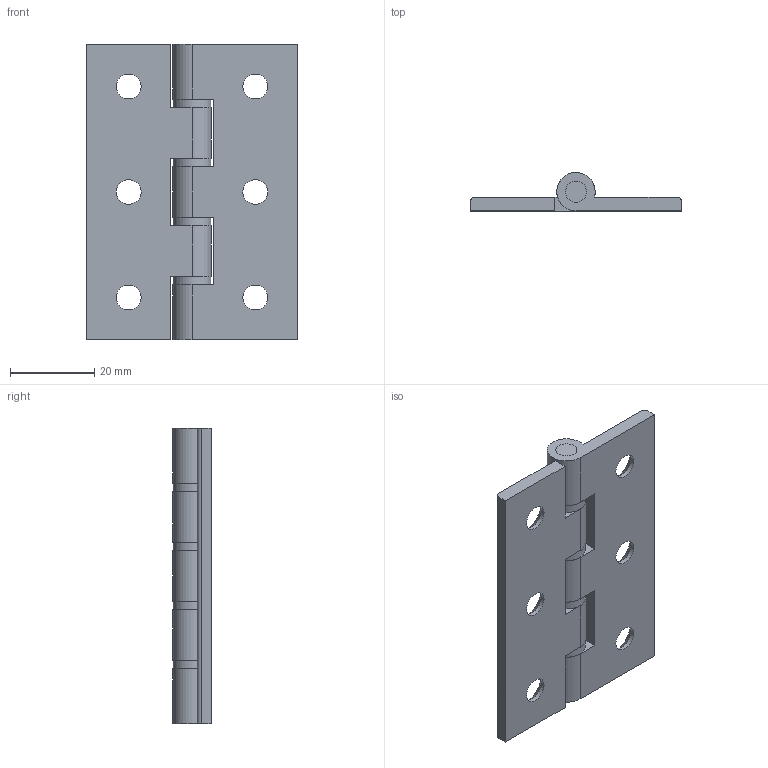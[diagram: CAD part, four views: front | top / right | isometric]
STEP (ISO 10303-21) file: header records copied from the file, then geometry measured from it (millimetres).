
FILE_DESCRIPTION(/* description */ (''),/* implementation_level */ '2;1');
FILE_NAME(/* name */ 'HA7050.stp',/* time_stamp */ '2023-12-05T11:53:39+09:00',/* author */ ('user'),/* organization */ (''),/* preprocessor_version */ 'ST-DEVELOPER v15.6',/* originating_system */ 'Autodesk Inventor 2015',/* authorisation */ '');
FILE_SCHEMA (('AUTOMOTIVE_DESIGN { 1 0 10303 214 3 1 1 }'));
Length unit declared in the file: millimetre
Products named in the file (5): HA7050_L; HA7050_H; HA7050_R; HA7050_W; HA7050
Bounding box: 50 x 9.1 x 70 mm (x, y, z)
Volume: 13202.4 mm3; surface area: 11538.5 mm2
Topology: 7 solids, 7 shells, 66 faces, 156 edges, 104 vertices
Faces by surface type: plane 33, cylinder 27, cone 6
Full cylindrical faces by diameter (mm): 5 x10, 5.9 x6, 9 x4
Entity records: 1696 total; most frequent: DIRECTION 292, CARTESIAN_POINT 264, ORIENTED_EDGE 224, AXIS2_PLACEMENT_3D 114, EDGE_CURVE 112, EDGE_LOOP 98, VERTEX_POINT 86, LINE 64
